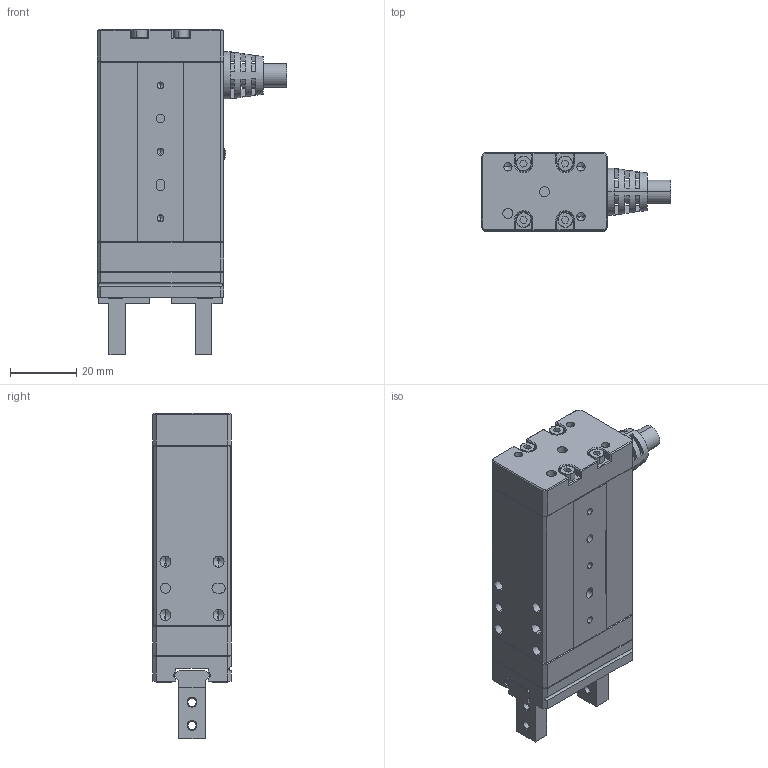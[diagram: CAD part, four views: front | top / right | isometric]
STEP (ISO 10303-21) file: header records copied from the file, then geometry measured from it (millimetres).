
FILE_DESCRIPTION (( 'STEP AP214' ), '1' );
FILE_NAME ('RM-EGB-06-6-D0300-ITG 踡椎倰萇雄忒硌.STEP', '2023-05-16T05:08:21', ( 'User' ), ( 'China' ), 'SwSTEP 2.0', 'SolidWorks 2019', '' );
FILE_SCHEMA (( 'AUTOMOTIVE_DESIGN' ));
Length unit declared in the file: millimetre
Products named in the file (13): 1; GB／T 93-1987标准型弹性垫圈(装配)2．5×0．65(65Mn); GB／T 70．1-2000内六角圆柱头螺钉M2×5(8．8级); 3; GB／T 70．1-2000内六角圆柱头螺钉M2．5×14(8．8级); 4; RM-EGB-06-6-D0300-ITG 踡椎倰萇雄忒硌; 6; 21; GB／T 70．1-2000内六角圆柱头螺钉M2．5×65(8．8级); 2; 5; 22
Assembly tree (23 placements, depth 3):
  RM-EGB-06-6-D0300-ITG 踡椎倰萇雄忒硌
    1
    2
      21
      22  x2
    3
    4
    5
    GB／T 70．1-2000内六角圆柱头螺钉M2．5×14(8．8级)  x4
    GB／T 70．1-2000内六角圆柱头螺钉M2．5×65(8．8级)  x4
    GB／T 70．1-2000内六角圆柱头螺钉M2×5(8．8级)  x2
    6
    GB／T 93-1987标准型弹性垫圈(装配)2．5×0．65(65Mn)  x4
Bounding box: 57 x 23.5 x 98 mm (x, y, z)
Volume: 34274.9 mm3; surface area: 32586.3 mm2
Topology: 22 solids, 22 shells, 995 faces, 2493 edges, 1558 vertices
Faces by surface type: plane 494, cylinder 337, cone 122, torus 40, sphere 2
Entity records: 28351 total; most frequent: DIRECTION 4365, CARTESIAN_POINT 4120, ORIENTED_EDGE 4038, EDGE_CURVE 2019, AXIS2_PLACEMENT_3D 1532, LINE 1301, VECTOR 1301, VERTEX_POINT 1279
